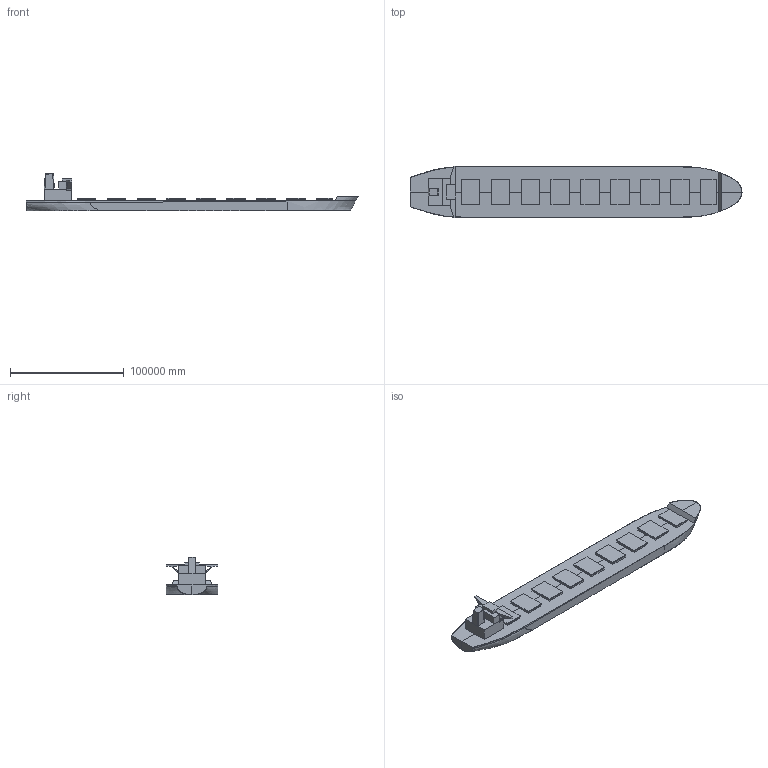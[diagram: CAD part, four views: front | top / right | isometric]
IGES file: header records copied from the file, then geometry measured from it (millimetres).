
Global section: file name: 34HJBC_DF_abovewater_fullscale.igs; native system: Rhinoceros ( Dec  1 2014 ); preprocessor: Trout Lake IGES 012 Dec  1 2014; author: OCTARVIA; date: 220617.013333; units: metre
Bounding box: 291302.85 x 45007.07 x 33207.59 mm (x, y, z)
Surface area: 42178861493 mm2 (no closed solid volume)
Topology: 0 solids, 0 shells, 169 faces, 2588 edges, 2588 vertices
Faces by surface type: bspline 169
